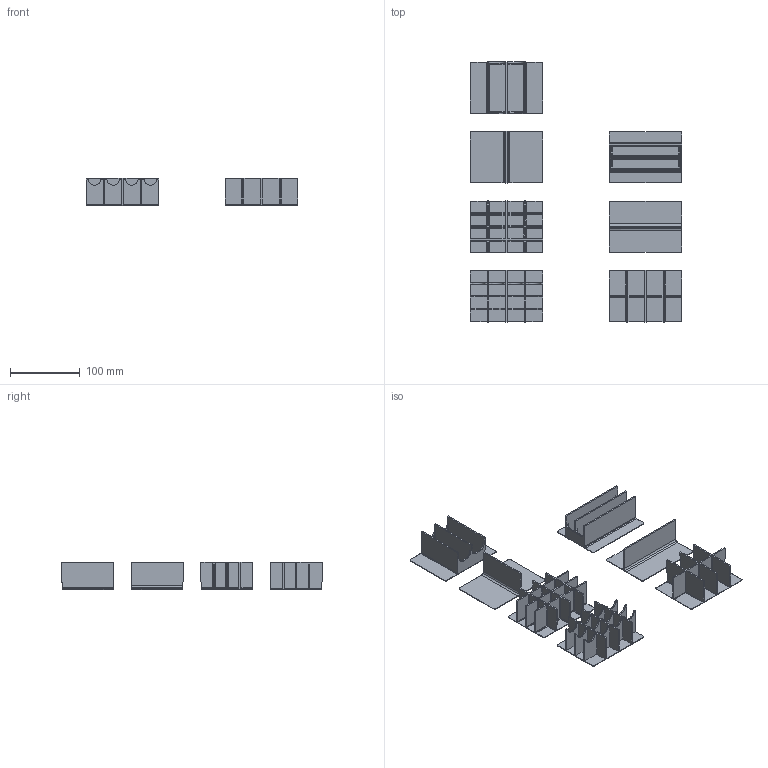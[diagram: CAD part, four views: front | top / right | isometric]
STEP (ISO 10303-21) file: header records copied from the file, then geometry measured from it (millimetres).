
FILE_DESCRIPTION(('STEP AP214'),'1');
FILE_NAME('Large-Bin-organizers.stp','2019-01-16T10:13:15',(''),(''),'Spatial InterOp 3D',' ',' ');
FILE_SCHEMA(('automotive_design'));
Length unit declared in the file: inch
Products named in the file (7): Part_355478; Translate_374041; Translate_379928; Translate_382497; Translate_384704; Translate_386521; Translate_388432
Bounding box: 304.8 x 375 x 39 mm (x, y, z)
Volume: 236509 mm3; surface area: 265077.1 mm2
Topology: 7 solids, 7 shells, 1031 faces, 2764 edges, 1649 vertices
Faces by surface type: cylinder 578, plane 289, sphere 122, bspline 28, torus 14
Entity records: 42363 total; most frequent: CARTESIAN_POINT 8008, DIRECTION 5900, ORIENTED_EDGE 5310, EDGE_CURVE 2655, AXIS2_PLACEMENT_3D 2275, VERTEX_POINT 1649, LINE 1350, VECTOR 1350
